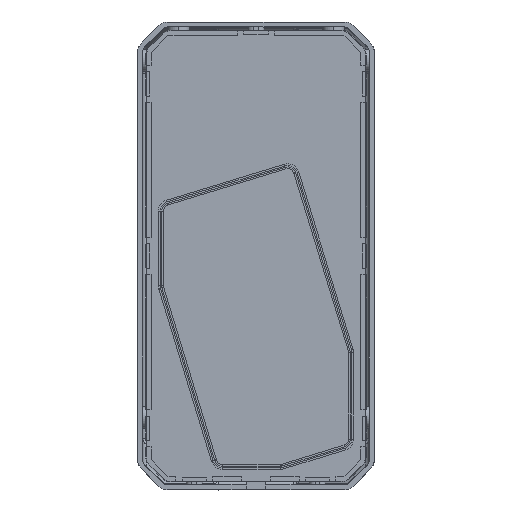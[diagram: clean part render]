
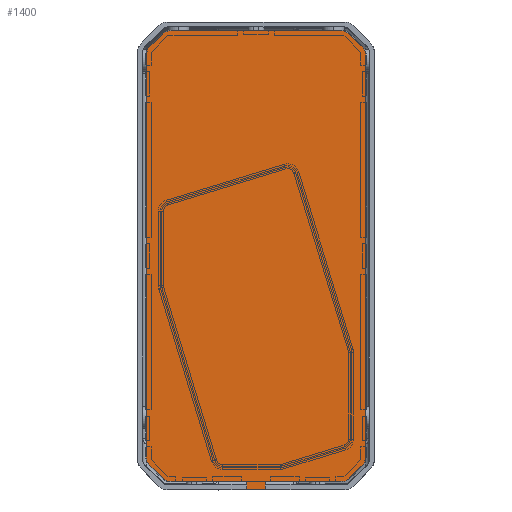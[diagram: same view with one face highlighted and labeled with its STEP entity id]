
A CAD part, top view. The second image highlights one B-rep face of the part: STEP entity #1400.
In plain terms, the highlighted planar face has unit normal (-0.001, -0.005, 1).
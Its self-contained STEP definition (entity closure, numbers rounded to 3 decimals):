
#120=ELLIPSE('',#9505,5.001,5.);
#122=ELLIPSE('',#9508,5.001,5.);
#124=ELLIPSE('',#9512,5.001,5.);
#126=ELLIPSE('',#9548,5.001,5.);
#128=ELLIPSE('',#9552,5.001,5.);
#130=ELLIPSE('',#9556,5.001,5.);
#132=ELLIPSE('',#9560,5.001,5.);
#133=ELLIPSE('',#9566,5.001,5.);
#1400=ADVANCED_FACE('',(#2037),#1637,.T.);
#1637=PLANE('',#9567);
#2037=FACE_OUTER_BOUND('',#2538,.T.);
#2538=EDGE_LOOP('',(#4548,#4549,#4550,#4551,#4552,#4553,#4554,#4555,#4556,
#4557,#4558,#4559,#4560,#4561,#4562,#4563,#4564,#4565,#4566,#4567));
#4548=ORIENTED_EDGE('',*,*,#7057,.F.);
#4549=ORIENTED_EDGE('',*,*,#6920,.F.);
#4550=ORIENTED_EDGE('',*,*,#6917,.F.);
#4551=ORIENTED_EDGE('',*,*,#6914,.F.);
#4552=ORIENTED_EDGE('',*,*,#6997,.F.);
#4553=ORIENTED_EDGE('',*,*,#6910,.F.);
#4554=ORIENTED_EDGE('',*,*,#6907,.F.);
#4555=ORIENTED_EDGE('',*,*,#7021,.F.);
#4556=ORIENTED_EDGE('',*,*,#7058,.F.);
#4557=ORIENTED_EDGE('',*,*,#7059,.F.);
#4558=ORIENTED_EDGE('',*,*,#7025,.F.);
#4559=ORIENTED_EDGE('',*,*,#7028,.F.);
#4560=ORIENTED_EDGE('',*,*,#7060,.F.);
#4561=ORIENTED_EDGE('',*,*,#7035,.F.);
#4562=ORIENTED_EDGE('',*,*,#7032,.F.);
#4563=ORIENTED_EDGE('',*,*,#7045,.F.);
#4564=ORIENTED_EDGE('',*,*,#7061,.F.);
#4565=ORIENTED_EDGE('',*,*,#7046,.F.);
#4566=ORIENTED_EDGE('',*,*,#7050,.F.);
#4567=ORIENTED_EDGE('',*,*,#7055,.F.);
#5766=VERTEX_POINT('',#14366);
#5768=VERTEX_POINT('',#14370);
#5769=VERTEX_POINT('',#14374);
#5771=VERTEX_POINT('',#14380);
#5774=VERTEX_POINT('',#14385);
#5776=VERTEX_POINT('',#14390);
#5777=VERTEX_POINT('',#14395);
#5844=VERTEX_POINT('',#14598);
#5846=VERTEX_POINT('',#14603);
#5848=VERTEX_POINT('',#14607);
#5850=VERTEX_POINT('',#14613);
#5852=VERTEX_POINT('',#14618);
#5854=VERTEX_POINT('',#14622);
#5855=VERTEX_POINT('',#14626);
#5864=VERTEX_POINT('',#14648);
#5865=VERTEX_POINT('',#14652);
#5866=VERTEX_POINT('',#14653);
#5869=VERTEX_POINT('',#14661);
#5872=VERTEX_POINT('',#14671);
#5873=VERTEX_POINT('',#14676);
#6907=EDGE_CURVE('',#5768,#5766,#7741,.T.);
#6910=EDGE_CURVE('',#5766,#5769,#120,.T.);
#6914=EDGE_CURVE('',#5774,#5771,#122,.T.);
#6917=EDGE_CURVE('',#5771,#5776,#7747,.T.);
#6920=EDGE_CURVE('',#5776,#5777,#124,.T.);
#6997=EDGE_CURVE('',#5769,#5774,#7825,.T.);
#7021=EDGE_CURVE('',#5844,#5768,#126,.T.);
#7025=EDGE_CURVE('',#5848,#5846,#7851,.T.);
#7028=EDGE_CURVE('',#5850,#5848,#128,.T.);
#7032=EDGE_CURVE('',#5854,#5852,#7856,.T.);
#7035=EDGE_CURVE('',#5852,#5855,#130,.T.);
#7045=EDGE_CURVE('',#5864,#5854,#132,.T.);
#7046=EDGE_CURVE('',#5865,#5866,#7866,.T.);
#7050=EDGE_CURVE('',#5869,#5865,#7870,.T.);
#7055=EDGE_CURVE('',#5872,#5869,#7875,.T.);
#7057=EDGE_CURVE('',#5777,#5872,#7877,.T.);
#7058=EDGE_CURVE('',#5873,#5844,#7878,.T.);
#7059=EDGE_CURVE('',#5846,#5873,#133,.T.);
#7060=EDGE_CURVE('',#5855,#5850,#7879,.T.);
#7061=EDGE_CURVE('',#5866,#5864,#7880,.T.);
#7741=LINE('',#14371,#8467);
#7747=LINE('',#14392,#8473);
#7825=LINE('',#14556,#8551);
#7851=LINE('',#14608,#8577);
#7856=LINE('',#14623,#8582);
#7866=LINE('',#14651,#8592);
#7870=LINE('',#14660,#8596);
#7875=LINE('',#14670,#8601);
#7877=LINE('',#14674,#8603);
#7878=LINE('',#14675,#8604);
#7879=LINE('',#14678,#8605);
#7880=LINE('',#14679,#8606);
#8467=VECTOR('',#11661,1.);
#8473=VECTOR('',#11681,1.);
#8551=VECTOR('',#11819,1.);
#8577=VECTOR('',#11865,1.);
#8582=VECTOR('',#11878,1.);
#8592=VECTOR('',#11904,1.);
#8596=VECTOR('',#11910,1.);
#8601=VECTOR('',#11919,1.);
#8603=VECTOR('',#11923,1.);
#8604=VECTOR('',#11924,1.);
#8605=VECTOR('',#11927,1.);
#8606=VECTOR('',#11928,1.);
#9505=AXIS2_PLACEMENT_3D('',#14377,#11667,#11668);
#9508=AXIS2_PLACEMENT_3D('',#14386,#11675,#11676);
#9512=AXIS2_PLACEMENT_3D('',#14398,#11687,#11688);
#9548=AXIS2_PLACEMENT_3D('',#14599,#11858,#11859);
#9552=AXIS2_PLACEMENT_3D('',#14614,#11871,#11872);
#9556=AXIS2_PLACEMENT_3D('',#14629,#11884,#11885);
#9560=AXIS2_PLACEMENT_3D('',#14649,#11900,#11901);
#9566=AXIS2_PLACEMENT_3D('',#14677,#11925,#11926);
#9567=AXIS2_PLACEMENT_3D('',#14680,#11929,#11930);
#11661=DIRECTION('',(0.707,-0.707,-0.003));
#11667=DIRECTION('',(0.001,0.005,-1.));
#11668=DIRECTION('',(0.924,0.383,0.002));
#11675=DIRECTION('',(0.001,0.005,-1.));
#11676=DIRECTION('',(0.924,-0.383,-0.001));
#11681=DIRECTION('',(-0.707,-0.707,-0.004));
#11687=DIRECTION('',(0.001,0.005,-1.));
#11688=DIRECTION('',(0.383,-0.924,-0.004));
#11819=DIRECTION('',(0.,-1.,-0.005));
#11858=DIRECTION('',(0.001,0.005,-1.));
#11859=DIRECTION('',(0.383,0.924,0.005));
#11865=DIRECTION('',(0.707,0.707,0.004));
#11871=DIRECTION('',(0.001,0.005,-1.));
#11872=DIRECTION('',(-0.924,0.383,0.001));
#11878=DIRECTION('',(-0.707,0.707,0.003));
#11884=DIRECTION('',(0.001,0.005,-1.));
#11885=DIRECTION('',(-0.924,-0.383,-0.002));
#11900=DIRECTION('',(0.001,0.005,-1.));
#11901=DIRECTION('',(-0.383,-0.924,-0.005));
#11904=DIRECTION('',(0.,1.,0.005));
#11910=DIRECTION('',(-1.,0.,-0.001));
#11919=DIRECTION('',(0.,-1.,-0.005));
#11923=DIRECTION('',(-1.,0.,-0.001));
#11924=DIRECTION('',(1.,0.,0.001));
#11925=DIRECTION('',(0.001,0.005,-1.));
#11926=DIRECTION('',(-0.383,0.924,0.004));
#11927=DIRECTION('',(0.,1.,0.005));
#11928=DIRECTION('',(-1.,0.,-0.001));
#11929=DIRECTION('',(-0.001,-0.005,1.));
#11930=DIRECTION('',(1.,0.,0.001));
#14366=CARTESIAN_POINT('',(408.126,1591.466,505.078));
#14370=CARTESIAN_POINT('',(403.081,1596.511,505.099));
#14371=CARTESIAN_POINT('',(403.081,1596.511,505.099));
#14374=CARTESIAN_POINT('',(409.59,1587.931,505.063));
#14377=CARTESIAN_POINT('',(404.589,1587.93,505.059));
#14380=CARTESIAN_POINT('',(408.126,1421.405,504.27));
#14385=CARTESIAN_POINT('',(409.591,1424.94,504.288));
#14386=CARTESIAN_POINT('',(404.59,1424.941,504.285));
#14390=CARTESIAN_POINT('',(403.081,1416.36,504.243));
#14392=CARTESIAN_POINT('',(408.126,1421.405,504.27));
#14395=CARTESIAN_POINT('',(399.546,1414.896,504.233));
#14398=CARTESIAN_POINT('',(399.546,1419.897,504.257));
#14556=CARTESIAN_POINT('',(409.59,1587.931,505.063));
#14598=CARTESIAN_POINT('',(399.546,1597.975,505.103));
#14599=CARTESIAN_POINT('',(399.545,1592.975,505.079));
#14603=CARTESIAN_POINT('',(327.018,1596.511,505.043));
#14607=CARTESIAN_POINT('',(321.973,1591.466,505.016));
#14608=CARTESIAN_POINT('',(321.973,1591.466,505.016));
#14613=CARTESIAN_POINT('',(320.509,1587.931,504.998));
#14614=CARTESIAN_POINT('',(325.51,1587.93,505.002));
#14618=CARTESIAN_POINT('',(321.974,1421.405,504.208));
#14622=CARTESIAN_POINT('',(327.019,1416.36,504.187));
#14623=CARTESIAN_POINT('',(327.019,1416.36,504.187));
#14626=CARTESIAN_POINT('',(320.509,1424.94,504.223));
#14629=CARTESIAN_POINT('',(325.51,1424.941,504.227));
#14648=CARTESIAN_POINT('',(330.554,1414.896,504.183));
#14649=CARTESIAN_POINT('',(330.554,1419.897,504.207));
#14651=CARTESIAN_POINT('',(361.3,1411.687,504.19));
#14652=CARTESIAN_POINT('',(361.3,1411.687,504.19));
#14653=CARTESIAN_POINT('',(361.3,1414.896,504.205));
#14660=CARTESIAN_POINT('',(368.8,1411.687,504.196));
#14661=CARTESIAN_POINT('',(368.8,1411.687,504.196));
#14670=CARTESIAN_POINT('',(368.8,1414.896,504.211));
#14671=CARTESIAN_POINT('',(368.8,1414.896,504.211));
#14674=CARTESIAN_POINT('',(399.546,1414.896,504.233));
#14675=CARTESIAN_POINT('',(330.553,1597.975,505.053));
#14676=CARTESIAN_POINT('',(330.553,1597.975,505.053));
#14677=CARTESIAN_POINT('',(330.554,1592.975,505.029));
#14678=CARTESIAN_POINT('',(320.509,1424.94,504.223));
#14679=CARTESIAN_POINT('',(361.3,1414.896,504.205));
#14680=CARTESIAN_POINT('',(365.05,1506.436,504.643));
